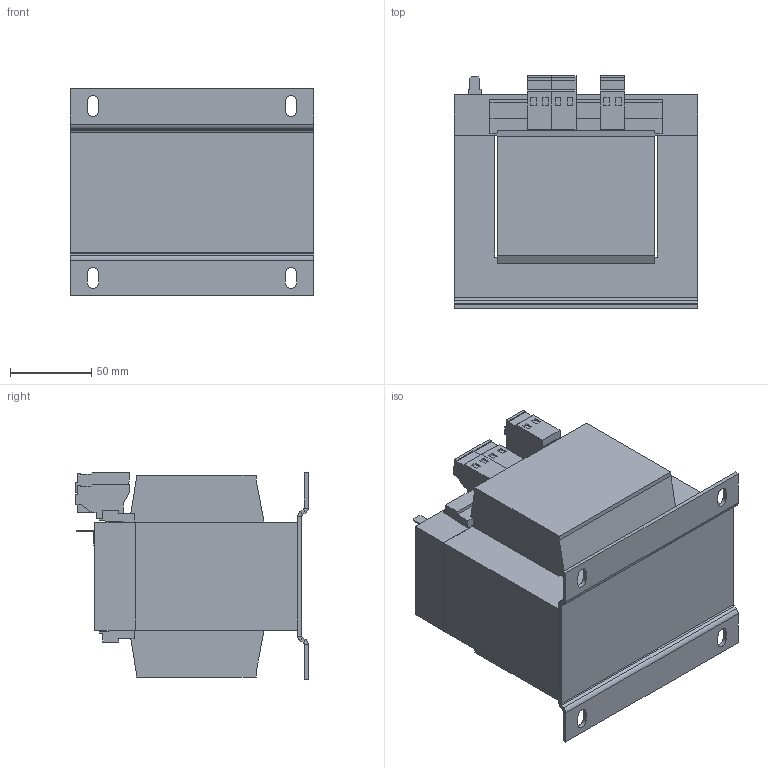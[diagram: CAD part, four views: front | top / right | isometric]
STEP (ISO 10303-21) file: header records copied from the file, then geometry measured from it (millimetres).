
FILE_DESCRIPTION (( 'STEP AP214' ), '1' );
FILE_NAME ('227275.STEP', '2020-07-06T07:55:53', ( '' ), ( '' ), 'SwSTEP 2.0', 'SolidWorks 2018', '' );
FILE_SCHEMA (( 'AUTOMOTIVE_DESIGN' ));
Length unit declared in the file: millimetre
Products named in the file (1): 227275
Bounding box: 150 x 143.25 x 127.65 mm (x, y, z)
Volume: 1764577.7 mm3; surface area: 171330.8 mm2
Topology: 1 solids, 1 shells, 252 faces, 650 edges, 416 vertices
Faces by surface type: plane 220, cylinder 32
Entity records: 7552 total; most frequent: CARTESIAN_POINT 1319, ORIENTED_EDGE 1300, DIRECTION 1220, EDGE_CURVE 650, VECTOR 586, LINE 586, VERTEX_POINT 416, AXIS2_PLACEMENT_3D 317
